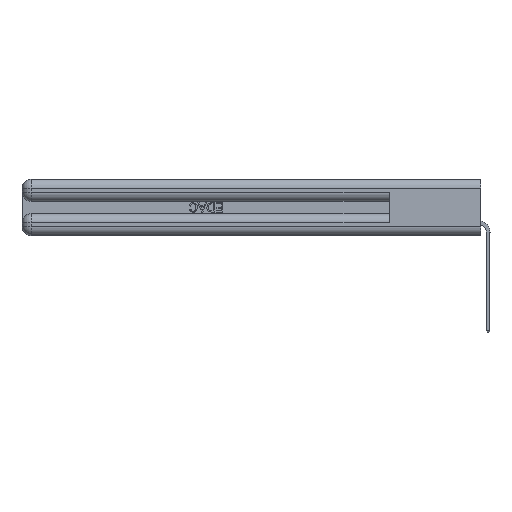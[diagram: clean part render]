
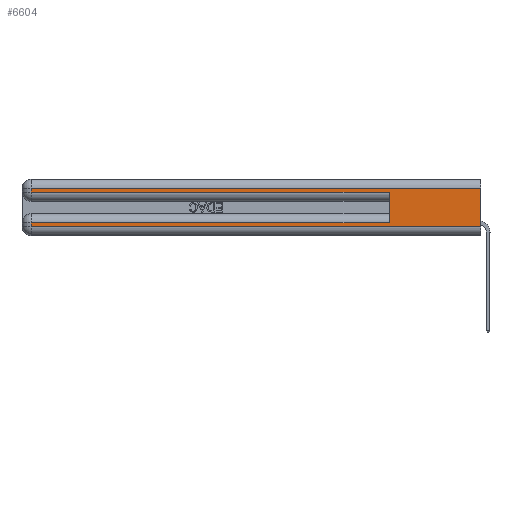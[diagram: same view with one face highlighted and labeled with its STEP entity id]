
A CAD part, left-side view. The second image highlights one B-rep face of the part: STEP entity #6604.
In plain terms, the highlighted planar face has unit normal (-1, 0, 0).
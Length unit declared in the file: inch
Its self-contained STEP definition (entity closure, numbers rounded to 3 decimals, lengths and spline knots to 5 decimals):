
#370 = CARTESIAN_POINT ( 'NONE',  ( 0., 2.94, 0.31 ) ) ;
#1166 = DIRECTION ( 'NONE',  ( 0., 0., -1. ) ) ;
#2662 = DIRECTION ( 'NONE',  ( 0., 0., -1. ) ) ;
#3127 = VECTOR ( 'NONE', #13853, 39.37008 ) ;
#3931 = VECTOR ( 'NONE', #20700, 39.37008 ) ;
#4129 = DIRECTION ( 'NONE',  ( 0., 0., 1. ) ) ;
#4194 = VERTEX_POINT ( 'NONE', #370 ) ;
#4238 = PLANE ( 'NONE',  #37891 ) ;
#5890 = ORIENTED_EDGE ( 'NONE', *, *, #7866, .T. ) ;
#6604 = ADVANCED_FACE ( 'NONE', ( #21899 ), #4238, .F. ) ;
#6708 = ORIENTED_EDGE ( 'NONE', *, *, #22360, .T. ) ;
#6902 = CARTESIAN_POINT ( 'NONE',  ( 0., 0., 0.285 ) ) ;
#7616 = CARTESIAN_POINT ( 'NONE',  ( 0., 0., 0.06 ) ) ;
#7866 = EDGE_CURVE ( 'NONE', #10221, #38559, #16172, .T. ) ;
#7934 = EDGE_CURVE ( 'NONE', #28051, #10221, #19943, .T. ) ;
#8204 = CARTESIAN_POINT ( 'NONE',  ( 0., 2.94, 0.285 ) ) ;
#8592 = CARTESIAN_POINT ( 'NONE',  ( 0., 0., 0.06 ) ) ;
#9706 = CARTESIAN_POINT ( 'NONE',  ( 0., 0., 0.31 ) ) ;
#9827 = LINE ( 'NONE', #7616, #3127 ) ;
#10221 = VERTEX_POINT ( 'NONE', #23482 ) ;
#10223 = VERTEX_POINT ( 'NONE', #8204 ) ;
#10375 = DIRECTION ( 'NONE',  ( 0., -1., 0. ) ) ;
#10464 = VECTOR ( 'NONE', #33975, 39.37008 ) ;
#10846 = CARTESIAN_POINT ( 'NONE',  ( 0., 0.6, 0.085 ) ) ;
#11628 = ORIENTED_EDGE ( 'NONE', *, *, #13281, .T. ) ;
#12929 = ORIENTED_EDGE ( 'NONE', *, *, #16440, .T. ) ;
#13281 = EDGE_CURVE ( 'NONE', #38559, #38219, #9827, .T. ) ;
#13853 = DIRECTION ( 'NONE',  ( 0., -1., 0. ) ) ;
#15068 = LINE ( 'NONE', #39022, #24556 ) ;
#16030 = ORIENTED_EDGE ( 'NONE', *, *, #7934, .T. ) ;
#16172 = LINE ( 'NONE', #24999, #20935 ) ;
#16337 = DIRECTION ( 'NONE',  ( 1., 0., 0. ) ) ;
#16440 = EDGE_CURVE ( 'NONE', #17634, #4194, #22809, .T. ) ;
#17634 = VERTEX_POINT ( 'NONE', #9706 ) ;
#18828 = DIRECTION ( 'NONE',  ( 0., 1., 0. ) ) ;
#19943 = LINE ( 'NONE', #37165, #10464 ) ;
#20462 = VECTOR ( 'NONE', #18828, 39.37008 ) ;
#20700 = DIRECTION ( 'NONE',  ( 0., 0., -1. ) ) ;
#20935 = VECTOR ( 'NONE', #33848, 39.37008 ) ;
#21899 = FACE_OUTER_BOUND ( 'NONE', #32591, .T. ) ;
#22360 = EDGE_CURVE ( 'NONE', #4194, #10223, #15068, .T. ) ;
#22809 = LINE ( 'NONE', #37376, #20462 ) ;
#23140 = VECTOR ( 'NONE', #4129, 39.37008 ) ;
#23482 = CARTESIAN_POINT ( 'NONE',  ( 0., 2.94, 0.085 ) ) ;
#24556 = VECTOR ( 'NONE', #2662, 39.37008 ) ;
#24999 = CARTESIAN_POINT ( 'NONE',  ( 0., 2.94, 0.37 ) ) ;
#27109 = EDGE_CURVE ( 'NONE', #10223, #28612, #35052, .T. ) ;
#28051 = VERTEX_POINT ( 'NONE', #10846 ) ;
#28384 = CARTESIAN_POINT ( 'NONE',  ( 0., 0., 0.37 ) ) ;
#28612 = VERTEX_POINT ( 'NONE', #32399 ) ;
#28896 = VECTOR ( 'NONE', #10375, 39.37008 ) ;
#30103 = ORIENTED_EDGE ( 'NONE', *, *, #32940, .F. ) ;
#32314 = CARTESIAN_POINT ( 'NONE',  ( 0., 2.94, 0.06 ) ) ;
#32399 = CARTESIAN_POINT ( 'NONE',  ( 0., 0.6, 0.285 ) ) ;
#32591 = EDGE_LOOP ( 'NONE', ( #30103, #12929, #6708, #34957, #33280, #16030, #5890, #11628 ) ) ;
#32940 = EDGE_CURVE ( 'NONE', #17634, #38219, #38116, .T. ) ;
#33280 = ORIENTED_EDGE ( 'NONE', *, *, #36604, .F. ) ;
#33848 = DIRECTION ( 'NONE',  ( 0., 0., -1. ) ) ;
#33975 = DIRECTION ( 'NONE',  ( 0., 1., 0. ) ) ;
#34637 = CARTESIAN_POINT ( 'NONE',  ( 0., 0.6, 0.145 ) ) ;
#34957 = ORIENTED_EDGE ( 'NONE', *, *, #27109, .T. ) ;
#35052 = LINE ( 'NONE', #6902, #28896 ) ;
#36604 = EDGE_CURVE ( 'NONE', #28051, #28612, #38800, .T. ) ;
#37165 = CARTESIAN_POINT ( 'NONE',  ( 0., 0., 0.085 ) ) ;
#37376 = CARTESIAN_POINT ( 'NONE',  ( 0., 0., 0.31 ) ) ;
#37891 = AXIS2_PLACEMENT_3D ( 'NONE', #28384, #16337, #1166 ) ;
#38116 = LINE ( 'NONE', #38326, #3931 ) ;
#38219 = VERTEX_POINT ( 'NONE', #8592 ) ;
#38326 = CARTESIAN_POINT ( 'NONE',  ( 0., 0., 0.37 ) ) ;
#38559 = VERTEX_POINT ( 'NONE', #32314 ) ;
#38800 = LINE ( 'NONE', #34637, #23140 ) ;
#39022 = CARTESIAN_POINT ( 'NONE',  ( 0., 2.94, 0.37 ) ) ;
